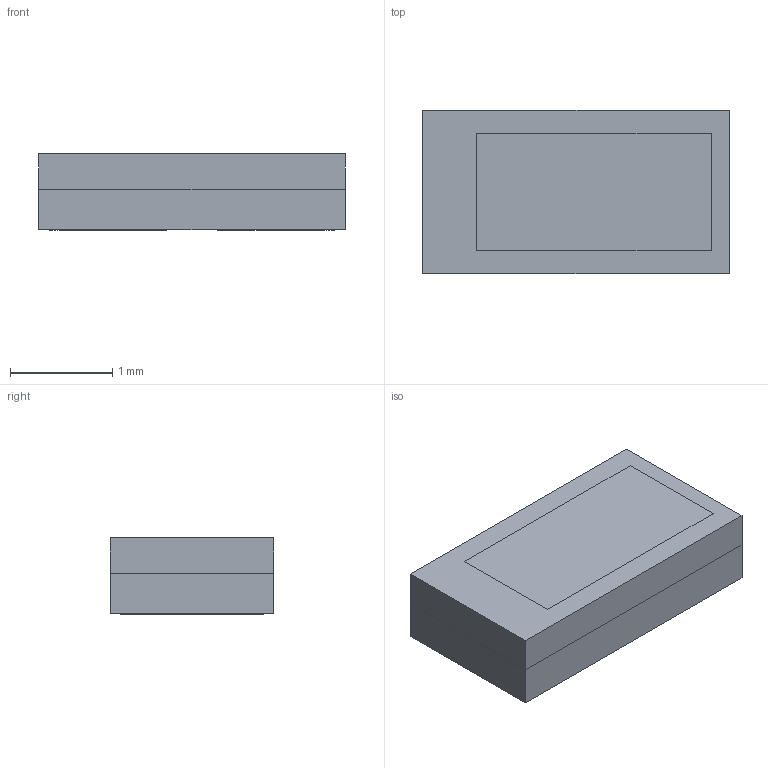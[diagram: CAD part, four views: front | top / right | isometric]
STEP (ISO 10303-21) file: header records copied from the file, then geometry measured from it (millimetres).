
FILE_DESCRIPTION (( 'STEP AP214' ), '1' );
FILE_NAME ('NC2x170F.STEP', '2020-08-31T00:57:54', ( '' ), ( '' ), 'SwSTEP 2.0', 'SolidWorks 2018', '' );
FILE_SCHEMA (( 'AUTOMOTIVE_DESIGN' ));
Length unit declared in the file: millimetre
Products named in the file (5): NC2x170F; part2; part4; part1; part3
Assembly tree (4 placements, depth 2):
  NC2x170F
    part1
    part2
    part3
    part4
Bounding box: 3 x 1.6 x 0.75 mm (x, y, z)
Volume: 3.6 mm3; surface area: 38.5 mm2
Topology: 5 solids, 5 shells, 41 faces, 90 edges, 60 vertices
Faces by surface type: plane 37, cylinder 4
Entity records: 1319 total; most frequent: CARTESIAN_POINT 198, DIRECTION 194, ORIENTED_EDGE 180, EDGE_CURVE 90, LINE 82, VECTOR 82, VERTEX_POINT 60, AXIS2_PLACEMENT_3D 56
